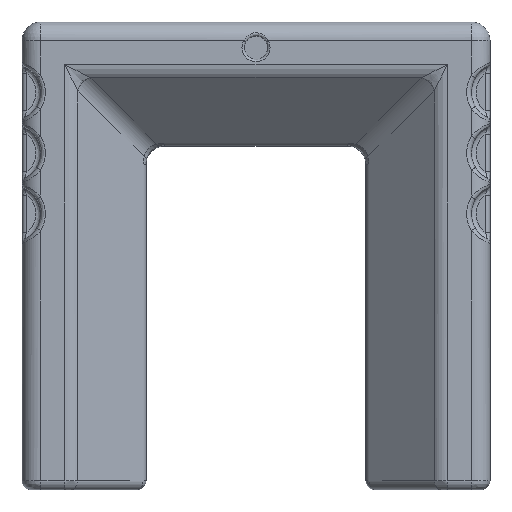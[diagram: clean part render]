
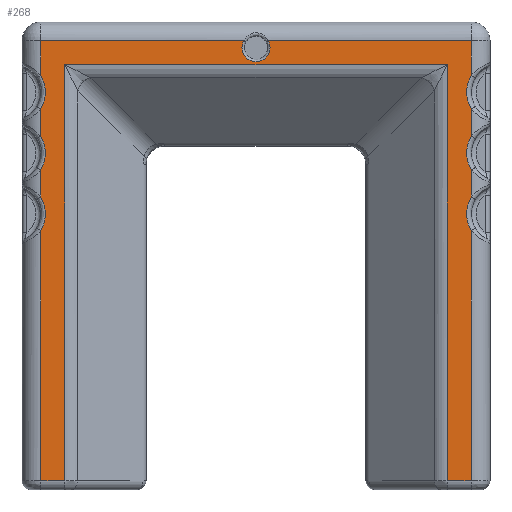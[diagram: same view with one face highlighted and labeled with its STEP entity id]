
A CAD part, front view. The second image highlights one B-rep face of the part: STEP entity #268.
In plain terms, the highlighted planar face has unit normal (0, -1, 0).
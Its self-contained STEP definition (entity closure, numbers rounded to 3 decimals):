
#268=ADVANCED_FACE('',(#2231),#2230,.F.);
#2230=PLANE('',#5272);
#2231=FACE_OUTER_BOUND('',#5273,.T.);
#5269=CARTESIAN_POINT('',(-55.2,-16.5,-107.4));
#5270=DIRECTION('',(0.,1.,0.));
#5271=DIRECTION('',(0.,0.,1.));
#5272=AXIS2_PLACEMENT_3D('',#5269,#5270,#5271);
#5273=EDGE_LOOP('',(#6692,#6693,#6694,#6695,#6696,#6697,#6698,#6699,#6700,#6701,#6702,#6703,#6704,#6705,#6706,#6707,#6708,#6709,#6710,#6711,#6712,#6713));
#6692=ORIENTED_EDGE('',*,*,#7341,.T.);
#6693=ORIENTED_EDGE('',*,*,#7334,.T.);
#6694=ORIENTED_EDGE('',*,*,#7340,.T.);
#6695=ORIENTED_EDGE('',*,*,#7321,.T.);
#6696=ORIENTED_EDGE('',*,*,#7309,.T.);
#6697=ORIENTED_EDGE('',*,*,#7323,.T.);
#6698=ORIENTED_EDGE('',*,*,#7256,.T.);
#6699=ORIENTED_EDGE('',*,*,#7324,.T.);
#6700=ORIENTED_EDGE('',*,*,#7305,.T.);
#6701=ORIENTED_EDGE('',*,*,#7325,.T.);
#6702=ORIENTED_EDGE('',*,*,#7339,.T.);
#6703=ORIENTED_EDGE('',*,*,#7301,.T.);
#6704=ORIENTED_EDGE('',*,*,#6842,.T.);
#6705=ORIENTED_EDGE('',*,*,#7336,.T.);
#6706=ORIENTED_EDGE('',*,*,#7039,.T.);
#6707=ORIENTED_EDGE('',*,*,#7322,.T.);
#6708=ORIENTED_EDGE('',*,*,#7277,.T.);
#6709=ORIENTED_EDGE('',*,*,#7331,.T.);
#6710=ORIENTED_EDGE('',*,*,#7346,.T.);
#6711=ORIENTED_EDGE('',*,*,#6923,.T.);
#6712=ORIENTED_EDGE('',*,*,#7347,.T.);
#6713=ORIENTED_EDGE('',*,*,#7327,.T.);
#6842=EDGE_CURVE('',#7391,#7363,#7392,.T.);
#6923=EDGE_CURVE('',#7948,#7949,#7950,.T.);
#7039=EDGE_CURVE('',#8721,#8676,#8722,.T.);
#7256=EDGE_CURVE('',#10140,#10147,#10154,.T.);
#7277=EDGE_CURVE('',#10238,#10269,#10282,.T.);
#7301=EDGE_CURVE('',#8649,#7391,#10433,.T.);
#7305=EDGE_CURVE('',#10103,#10451,#10458,.T.);
#7309=EDGE_CURVE('',#9729,#9675,#10482,.T.);
#7321=EDGE_CURVE('',#10519,#9729,#10558,.T.);
#7322=EDGE_CURVE('',#8676,#10238,#10564,.T.);
#7323=EDGE_CURVE('',#9675,#10140,#10570,.T.);
#7324=EDGE_CURVE('',#10147,#10103,#10576,.T.);
#7325=EDGE_CURVE('',#10451,#8630,#10582,.T.);
#7327=EDGE_CURVE('',#10594,#10595,#10596,.T.);
#7331=EDGE_CURVE('',#10269,#8073,#10620,.T.);
#7334=EDGE_CURVE('',#7678,#7656,#10639,.T.);
#7336=EDGE_CURVE('',#7363,#8721,#10651,.T.);
#7339=EDGE_CURVE('',#8630,#8649,#10669,.T.);
#7340=EDGE_CURVE('',#7656,#10519,#10675,.T.);
#7341=EDGE_CURVE('',#10595,#7678,#10681,.T.);
#7346=EDGE_CURVE('',#8073,#7948,#10713,.T.);
#7347=EDGE_CURVE('',#7949,#10594,#10719,.T.);
#7363=VERTEX_POINT('',#10815);
#7391=VERTEX_POINT('',#10832);
#7392=LINE('',#10833,#10834);
#7656=VERTEX_POINT('',#11000);
#7678=VERTEX_POINT('',#11030);
#7948=VERTEX_POINT('',#11273);
#7949=VERTEX_POINT('',#11274);
#7950=LINE('',#11275,#11276);
#8073=VERTEX_POINT('',#11416);
#8630=VERTEX_POINT('',#11824);
#8649=VERTEX_POINT('',#11837);
#8676=VERTEX_POINT('',#11856);
#8721=VERTEX_POINT('',#11884);
#8722=LINE('',#11885,#11886);
#9675=VERTEX_POINT('',#12460);
#9729=VERTEX_POINT('',#12537);
#10103=VERTEX_POINT('',#12951);
#10140=VERTEX_POINT('',#13008);
#10147=VERTEX_POINT('',#13013);
#10154=CIRCLE('',#13021,7.);
#10238=VERTEX_POINT('',#13122);
#10269=VERTEX_POINT('',#13159);
#10282=CIRCLE('',#13187,7.);
#10433=LINE('',#13270,#13271);
#10451=VERTEX_POINT('',#13281);
#10458=CIRCLE('',#13289,7.);
#10482=CIRCLE('',#13311,7.);
#10519=VERTEX_POINT('',#13349);
#10558=LINE('',#13374,#13375);
#10564=LINE('',#13377,#13378);
#10570=LINE('',#13380,#13381);
#10576=LINE('',#13383,#13384);
#10582=LINE('',#13386,#13387);
#10594=VERTEX_POINT('',#13409);
#10595=VERTEX_POINT('',#13410);
#10596=LINE('',#13411,#13412);
#10620=LINE('',#13442,#13443);
#10639=CIRCLE('',#13457,3.);
#10651=LINE('',#13461,#13462);
#10669=LINE('',#13470,#13471);
#10675=LINE('',#13473,#13474);
#10681=LINE('',#13476,#13477);
#10713=CIRCLE('',#13497,7.);
#10719=CIRCLE('',#13501,7.);
#10815=CARTESIAN_POINT('',(40.879,-16.5,-9.121));
#10832=CARTESIAN_POINT('',(-40.879,-16.5,-9.121));
#10833=CARTESIAN_POINT('',(-40.879,-16.5,-9.121));
#10834=VECTOR('',#10835,81.759);
#10835=DIRECTION('',(1.,0.,0.));
#11000=CARTESIAN_POINT('',(-2.598,-16.5,-4.));
#11030=CARTESIAN_POINT('',(2.598,-16.5,-4.));
#11273=CARTESIAN_POINT('',(46.,-16.5,-24.394));
#11274=CARTESIAN_POINT('',(46.,-16.5,-18.606));
#11275=CARTESIAN_POINT('',(46.,-16.5,-24.394));
#11276=VECTOR('',#11277,5.789);
#11277=DIRECTION('',(0.,0.,1.));
#11416=CARTESIAN_POINT('',(46.,-16.5,-31.606));
#11824=CARTESIAN_POINT('',(-46.,-16.5,-98.));
#11837=CARTESIAN_POINT('',(-40.879,-16.5,-98.));
#11856=CARTESIAN_POINT('',(46.,-16.5,-98.));
#11884=CARTESIAN_POINT('',(40.879,-16.5,-98.));
#11885=CARTESIAN_POINT('',(40.879,-16.5,-98.));
#11886=VECTOR('',#11887,5.121);
#11887=DIRECTION('',(1.,0.,0.));
#12460=CARTESIAN_POINT('',(-46.,-16.5,-18.606));
#12537=CARTESIAN_POINT('',(-46.,-16.5,-11.394));
#12951=CARTESIAN_POINT('',(-46.,-16.5,-37.394));
#13008=CARTESIAN_POINT('',(-46.,-16.5,-24.394));
#13013=CARTESIAN_POINT('',(-46.,-16.5,-31.606));
#13018=CARTESIAN_POINT('',(-52.,-16.5,-28.));
#13019=DIRECTION('',(0.,1.,0.));
#13020=DIRECTION('',(0.,0.,-1.));
#13021=AXIS2_PLACEMENT_3D('',#13018,#13019,#13020);
#13122=CARTESIAN_POINT('',(46.,-16.5,-44.606));
#13159=CARTESIAN_POINT('',(46.,-16.5,-37.394));
#13184=CARTESIAN_POINT('',(52.,-16.5,-41.));
#13185=DIRECTION('',(0.,1.,0.));
#13186=DIRECTION('',(0.,0.,-1.));
#13187=AXIS2_PLACEMENT_3D('',#13184,#13185,#13186);
#13270=CARTESIAN_POINT('',(-40.879,-16.5,-98.));
#13271=VECTOR('',#13272,88.879);
#13272=DIRECTION('',(0.,0.,1.));
#13281=CARTESIAN_POINT('',(-46.,-16.5,-44.606));
#13286=CARTESIAN_POINT('',(-52.,-16.5,-41.));
#13287=DIRECTION('',(0.,1.,0.));
#13288=DIRECTION('',(0.,0.,-1.));
#13289=AXIS2_PLACEMENT_3D('',#13286,#13287,#13288);
#13308=CARTESIAN_POINT('',(-52.,-16.5,-15.));
#13309=DIRECTION('',(0.,1.,0.));
#13310=DIRECTION('',(0.,0.,-1.));
#13311=AXIS2_PLACEMENT_3D('',#13308,#13309,#13310);
#13349=CARTESIAN_POINT('',(-46.,-16.5,-4.));
#13374=CARTESIAN_POINT('',(-46.,-16.5,-4.));
#13375=VECTOR('',#13376,7.394);
#13376=DIRECTION('',(0.,0.,-1.));
#13377=CARTESIAN_POINT('',(46.,-16.5,-98.));
#13378=VECTOR('',#13379,53.394);
#13379=DIRECTION('',(0.,0.,1.));
#13380=CARTESIAN_POINT('',(-46.,-16.5,-18.606));
#13381=VECTOR('',#13382,5.789);
#13382=DIRECTION('',(0.,0.,-1.));
#13383=CARTESIAN_POINT('',(-46.,-16.5,-31.606));
#13384=VECTOR('',#13385,5.789);
#13385=DIRECTION('',(0.,0.,-1.));
#13386=CARTESIAN_POINT('',(-46.,-16.5,-44.606));
#13387=VECTOR('',#13388,53.394);
#13388=DIRECTION('',(0.,0.,-1.));
#13409=CARTESIAN_POINT('',(46.,-16.5,-11.394));
#13410=CARTESIAN_POINT('',(46.,-16.5,-4.));
#13411=CARTESIAN_POINT('',(46.,-16.5,-11.394));
#13412=VECTOR('',#13413,7.394);
#13413=DIRECTION('',(0.,0.,1.));
#13442=CARTESIAN_POINT('',(46.,-16.5,-37.394));
#13443=VECTOR('',#13444,5.789);
#13444=DIRECTION('',(0.,0.,1.));
#13454=CARTESIAN_POINT('',(0.,-16.5,-5.5));
#13455=DIRECTION('',(0.,1.,0.));
#13456=DIRECTION('',(0.866,0.,0.5));
#13457=AXIS2_PLACEMENT_3D('',#13454,#13455,#13456);
#13461=CARTESIAN_POINT('',(40.879,-16.5,-9.121));
#13462=VECTOR('',#13463,88.879);
#13463=DIRECTION('',(0.,0.,-1.));
#13470=CARTESIAN_POINT('',(-46.,-16.5,-98.));
#13471=VECTOR('',#13472,5.121);
#13472=DIRECTION('',(1.,0.,0.));
#13473=CARTESIAN_POINT('',(-2.598,-16.5,-4.));
#13474=VECTOR('',#13475,43.402);
#13475=DIRECTION('',(-1.,0.,0.));
#13476=CARTESIAN_POINT('',(46.,-16.5,-4.));
#13477=VECTOR('',#13478,43.402);
#13478=DIRECTION('',(-1.,0.,0.));
#13494=CARTESIAN_POINT('',(52.,-16.5,-28.));
#13495=DIRECTION('',(0.,1.,0.));
#13496=DIRECTION('',(0.,0.,-1.));
#13497=AXIS2_PLACEMENT_3D('',#13494,#13495,#13496);
#13498=CARTESIAN_POINT('',(52.,-16.5,-15.));
#13499=DIRECTION('',(0.,1.,0.));
#13500=DIRECTION('',(0.,0.,-1.));
#13501=AXIS2_PLACEMENT_3D('',#13498,#13499,#13500);
